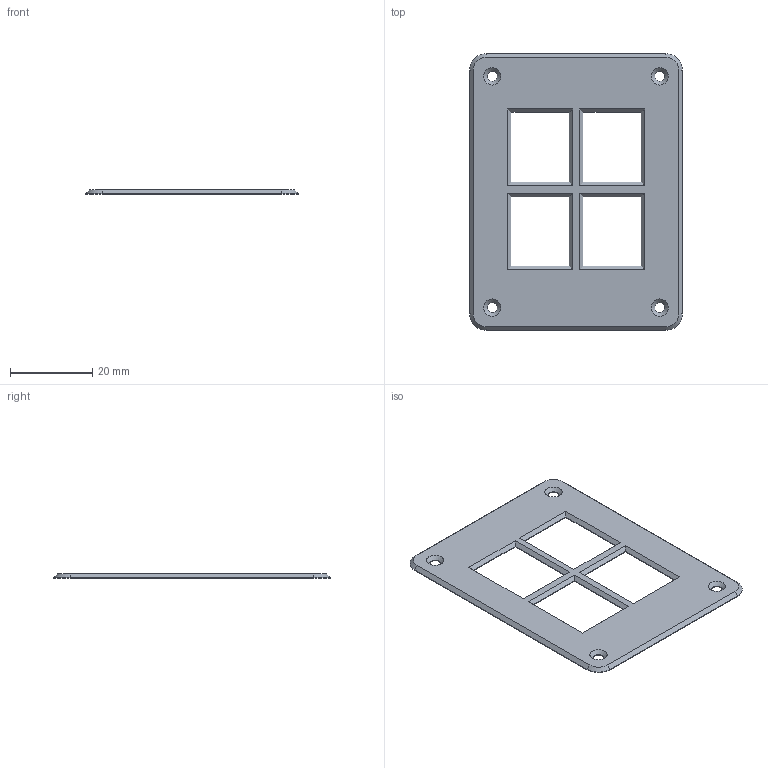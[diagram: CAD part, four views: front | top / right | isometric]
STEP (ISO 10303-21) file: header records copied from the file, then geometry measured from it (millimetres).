
FILE_DESCRIPTION(/* description */ (''),/* implementation_level */ '2;1');
FILE_NAME(/* name */ 'Carbon Fibre Top Plate.step',/* time_stamp */ '2023-09-11T23:15:32+12:00',/* author */ (''),/* organization */ (''),/* preprocessor_version */ 'ST-DEVELOPER v20',/* originating_system */ 'Autodesk Translation Framework v12.9.0.99',/* authorisation */ '');
FILE_SCHEMA (('AUTOMOTIVE_DESIGN { 1 0 10303 214 3 1 1 }'));
Length unit declared in the file: millimetre
Products named in the file (1): Macro Keyboard Microswitch
Bounding box: 51.7 x 67.24 x 1 mm (x, y, z)
Volume: 2290.4 mm3; surface area: 5225.3 mm2
Topology: 1 solids, 1 shells, 58 faces, 140 edges, 84 vertices
Faces by surface type: plane 42, cylinder 8, cone 8
Full cylindrical faces by diameter (mm): 2.5 x4
Entity records: 1733 total; most frequent: CARTESIAN_POINT 283, DIRECTION 282, ORIENTED_EDGE 280, EDGE_CURVE 140, LINE 116, VECTOR 116, VERTEX_POINT 84, AXIS2_PLACEMENT_3D 83
